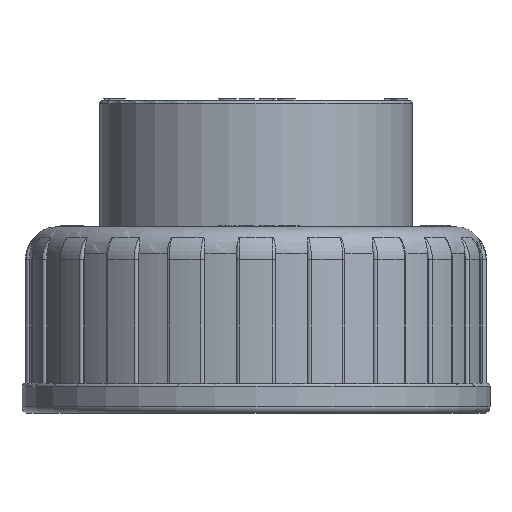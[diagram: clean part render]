
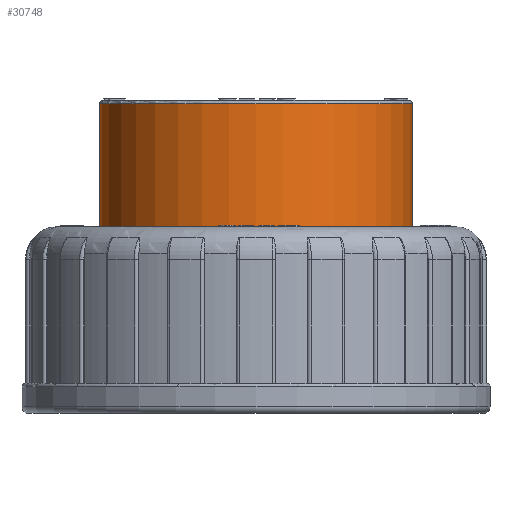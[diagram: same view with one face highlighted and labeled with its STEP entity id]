
A CAD part, left-side view. The second image highlights one B-rep face of the part: STEP entity #30748.
In plain terms, the highlighted cylindrical face has radius 24 mm (diameter 48 mm), a full revolution.
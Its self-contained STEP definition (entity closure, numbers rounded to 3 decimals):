
#1879=CIRCLE('',#32628,24.);
#1880=CIRCLE('',#32629,24.);
#2717=FACE_OUTER_BOUND('',#4355,.T.);
#4355=EDGE_LOOP('',(#25890,#25891,#25892,#25893));
#7660=LINE('',#54512,#11648);
#11648=VECTOR('',#37934,24.);
#15336=VERTEX_POINT('',#54509);
#15337=VERTEX_POINT('',#54511);
#19102=EDGE_CURVE('',#15336,#15336,#1879,.T.);
#19103=EDGE_CURVE('',#15336,#15337,#7660,.T.);
#19104=EDGE_CURVE('',#15337,#15337,#1880,.T.);
#25890=ORIENTED_EDGE('',*,*,#19102,.T.);
#25891=ORIENTED_EDGE('',*,*,#19103,.T.);
#25892=ORIENTED_EDGE('',*,*,#19104,.T.);
#25893=ORIENTED_EDGE('',*,*,#19103,.F.);
#29925=CYLINDRICAL_SURFACE('',#32627,24.);
#30748=ADVANCED_FACE('',(#2717),#29925,.T.);
#32627=AXIS2_PLACEMENT_3D('',#54508,#37930,#37931);
#32628=AXIS2_PLACEMENT_3D('',#54510,#37932,#37933);
#32629=AXIS2_PLACEMENT_3D('',#54513,#37935,#37936);
#37930=DIRECTION('center_axis',(0.,0.,1.));
#37931=DIRECTION('ref_axis',(1.,0.,0.));
#37932=DIRECTION('center_axis',(0.,0.,-1.));
#37933=DIRECTION('ref_axis',(1.,0.,0.));
#37934=DIRECTION('',(0.,0.,-1.));
#37935=DIRECTION('center_axis',(0.,0.,1.));
#37936=DIRECTION('ref_axis',(1.,0.,0.));
#54508=CARTESIAN_POINT('Origin',(0.,0.,14.));
#54509=CARTESIAN_POINT('',(-24.,0.,43.5));
#54510=CARTESIAN_POINT('Origin',(0.,0.,43.5));
#54511=CARTESIAN_POINT('',(-24.,0.,24.6));
#54512=CARTESIAN_POINT('',(-24.,0.,14.));
#54513=CARTESIAN_POINT('Origin',(0.,0.,24.6));
